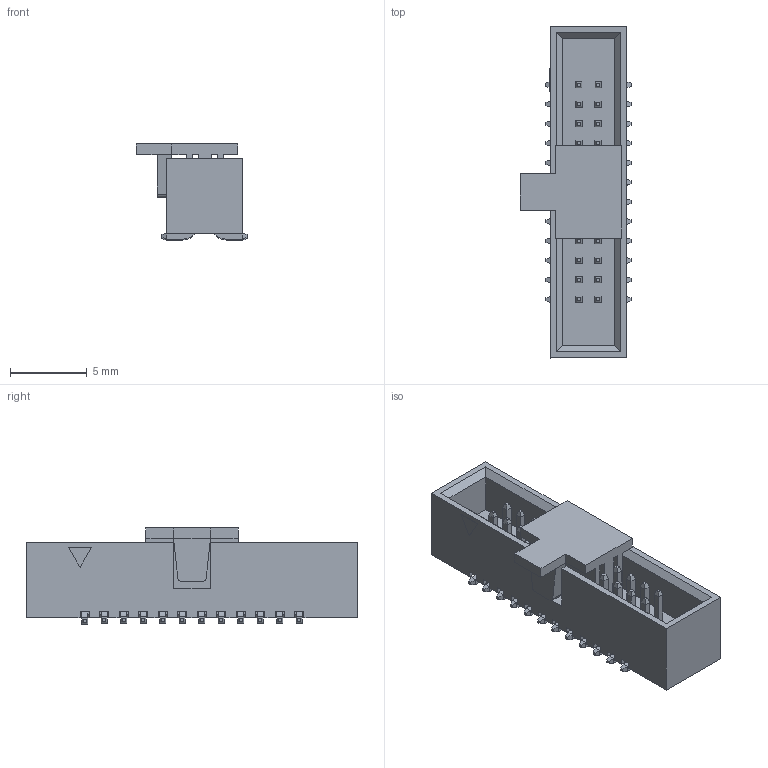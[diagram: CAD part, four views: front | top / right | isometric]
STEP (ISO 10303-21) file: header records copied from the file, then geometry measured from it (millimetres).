
FILE_DESCRIPTION(/* description */ ('Unknown'),/* implementation_level */ '2;1');
FILE_NAME(/* name */ 'J_Wurth_WR-BHD_62732420621',/* time_stamp */ '2025-05-20T15:40:52+08:00',/* author */ ('Unknown'),/* organization */ ('Unknown'),/* preprocessor_version */ 'ST-DEVELOPER v19.4',/* originating_system */ 'Solid Edge',/* authorisation */ 'Unknown');
FILE_SCHEMA (('AUTOMOTIVE_DESIGN {1 0 10303 214 3 1 1}'));
Length unit declared in the file: millimetre
Products named in the file (2): J_Wurth_WR-BHD_62732420621
Assembly tree (1 placements, depth 2):
  J_Wurth_WR-BHD_62732420621
    J_Wurth_WR-BHD_62732420621
Bounding box: 7.22 x 21.59 x 6.26 mm (x, y, z)
Volume: 380.2 mm3; surface area: 1153.3 mm2
Topology: 26 solids, 26 shells, 749 faces, 1910 edges, 1190 vertices
Faces by surface type: plane 699, cylinder 50
Entity records: 24180 total; most frequent: CARTESIAN_POINT 3851, ORIENTED_EDGE 3820, DIRECTION 3512, EDGE_CURVE 1910, LINE 1810, VECTOR 1810, VERTEX_POINT 1190, AXIS2_PLACEMENT_3D 851
